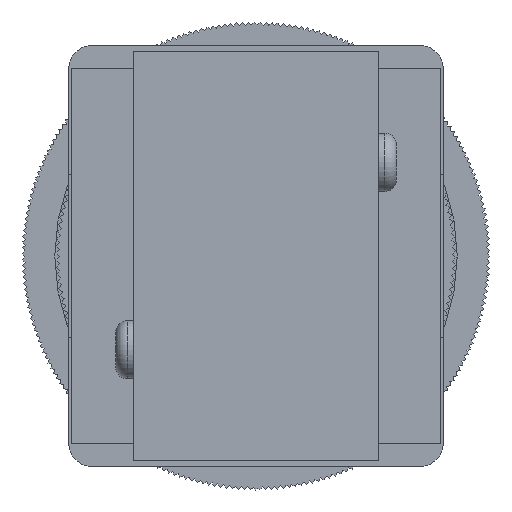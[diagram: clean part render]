
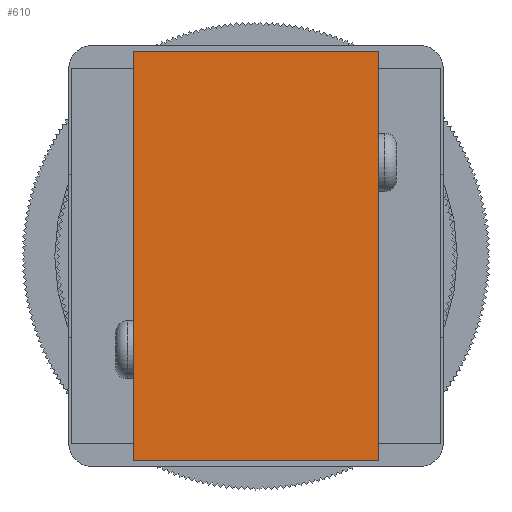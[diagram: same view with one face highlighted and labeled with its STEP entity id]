
A CAD part, front view. The second image highlights one B-rep face of the part: STEP entity #610.
In plain terms, the highlighted planar face has unit normal (0, -1, 0).
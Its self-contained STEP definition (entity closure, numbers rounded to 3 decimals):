
#610 = ADVANCED_FACE( '', ( #2312 ), #2313, .F. );
#2312 = FACE_OUTER_BOUND( '', #4653, .T. );
#2313 = PLANE( '', #4654 );
#4653 = EDGE_LOOP( '', ( #11082, #11083, #11084, #11085 ) );
#4654 = AXIS2_PLACEMENT_3D( '', #11086, #11087, #11088 );
#11082 = ORIENTED_EDGE( '', *, *, #17308, .F. );
#11083 = ORIENTED_EDGE( '', *, *, #17309, .F. );
#11084 = ORIENTED_EDGE( '', *, *, #17310, .F. );
#11085 = ORIENTED_EDGE( '', *, *, #17311, .F. );
#11086 = CARTESIAN_POINT( '', ( 0., 0., 0. ) );
#11087 = DIRECTION( '', ( 0., 1., 0. ) );
#11088 = DIRECTION( '', ( 0., 0., 1. ) );
#17308 = EDGE_CURVE( '', #21868, #21869, #21870, .T. );
#17309 = EDGE_CURVE( '', #21871, #21868, #21872, .T. );
#17310 = EDGE_CURVE( '', #21873, #21871, #21874, .T. );
#17311 = EDGE_CURVE( '', #21869, #21873, #21875, .T. );
#21868 = VERTEX_POINT( '', #28536 );
#21869 = VERTEX_POINT( '', #28537 );
#21870 = LINE( '', #28538, #28539 );
#21871 = VERTEX_POINT( '', #28540 );
#21872 = LINE( '', #28541, #28542 );
#21873 = VERTEX_POINT( '', #28543 );
#21874 = LINE( '', #28544, #28545 );
#21875 = LINE( '', #28546, #28547 );
#28536 = CARTESIAN_POINT( '', ( -10.5, 0., -17.5 ) );
#28537 = CARTESIAN_POINT( '', ( -10.5, 0., 17.5 ) );
#28538 = CARTESIAN_POINT( '', ( -10.5, 0., -17.5 ) );
#28539 = VECTOR( '', #33089, 1000. );
#28540 = CARTESIAN_POINT( '', ( 10.5, 0., -17.5 ) );
#28541 = CARTESIAN_POINT( '', ( 10.5, 0., -17.5 ) );
#28542 = VECTOR( '', #33090, 1000. );
#28543 = CARTESIAN_POINT( '', ( 10.5, 0., 17.5 ) );
#28544 = CARTESIAN_POINT( '', ( 10.5, 0., 17.5 ) );
#28545 = VECTOR( '', #33091, 1000. );
#28546 = CARTESIAN_POINT( '', ( -10.5, 0., 17.5 ) );
#28547 = VECTOR( '', #33092, 1000. );
#33089 = DIRECTION( '', ( 0., 0., 1. ) );
#33090 = DIRECTION( '', ( -1., 0., 0. ) );
#33091 = DIRECTION( '', ( 0., 0., -1. ) );
#33092 = DIRECTION( '', ( 1., 0., 0. ) );
